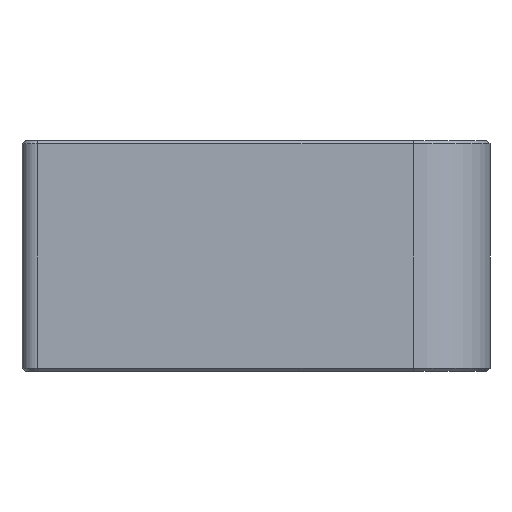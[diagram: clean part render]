
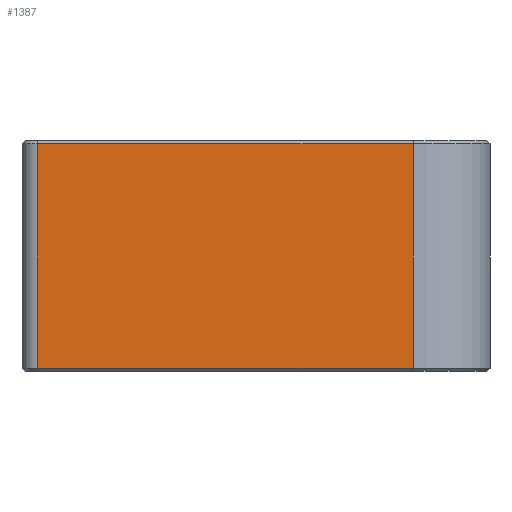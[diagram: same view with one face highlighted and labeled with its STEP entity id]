
A CAD part, left-side view. The second image highlights one B-rep face of the part: STEP entity #1387.
In plain terms, the highlighted planar face has unit normal (-1, 0, 0).
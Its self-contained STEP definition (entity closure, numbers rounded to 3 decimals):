
#14 = EDGE_CURVE ( 'NONE', #1243, #2017, #1516, .T. ) ;
#29 = FACE_OUTER_BOUND ( 'NONE', #1865, .T. ) ;
#41 = CARTESIAN_POINT ( 'NONE',  ( -13., 4., 7.3 ) ) ;
#82 = ORIENTED_EDGE ( 'NONE', *, *, #14, .T. ) ;
#446 = CARTESIAN_POINT ( 'NONE',  ( -13., 4., -7.3 ) ) ;
#467 = EDGE_CURVE ( 'NONE', #2017, #1485, #2326, .T. ) ;
#542 = DIRECTION ( 'NONE',  ( 0., 1., 0. ) ) ;
#549 = DIRECTION ( 'NONE',  ( 1., 0., 0. ) ) ;
#619 = CARTESIAN_POINT ( 'NONE',  ( -13., -20.5, 7.3 ) ) ;
#1074 = CARTESIAN_POINT ( 'NONE',  ( -13., 5., 7.5 ) ) ;
#1111 = VERTEX_POINT ( 'NONE', #446 ) ;
#1116 = VECTOR ( 'NONE', #1893, 1000. ) ;
#1120 = LINE ( 'NONE', #1392, #2314 ) ;
#1187 = VECTOR ( 'NONE', #1194, 1000. ) ;
#1194 = DIRECTION ( 'NONE',  ( 0., 1., 0. ) ) ;
#1243 = VERTEX_POINT ( 'NONE', #1245 ) ;
#1245 = CARTESIAN_POINT ( 'NONE',  ( -13., -20.5, -7.3 ) ) ;
#1357 = ORIENTED_EDGE ( 'NONE', *, *, #1589, .T. ) ;
#1378 = CARTESIAN_POINT ( 'NONE',  ( -13., 5., -7.3 ) ) ;
#1387 = ADVANCED_FACE ( 'NONE', ( #29 ), #2179, .F. ) ;
#1392 = CARTESIAN_POINT ( 'NONE',  ( -13., 4., 7.5 ) ) ;
#1393 = ORIENTED_EDGE ( 'NONE', *, *, #2076, .T. ) ;
#1485 = VERTEX_POINT ( 'NONE', #41 ) ;
#1516 = LINE ( 'NONE', #2116, #1854 ) ;
#1532 = ORIENTED_EDGE ( 'NONE', *, *, #467, .T. ) ;
#1575 = DIRECTION ( 'NONE',  ( 0., 0., -1. ) ) ;
#1589 = EDGE_CURVE ( 'NONE', #1485, #1111, #1120, .T. ) ;
#1820 = AXIS2_PLACEMENT_3D ( 'NONE', #1074, #549, #542 ) ;
#1854 = VECTOR ( 'NONE', #2291, 1000. ) ;
#1865 = EDGE_LOOP ( 'NONE', ( #1357, #1393, #82, #1532 ) ) ;
#1893 = DIRECTION ( 'NONE',  ( 0., -1., 0. ) ) ;
#2011 = LINE ( 'NONE', #1378, #1116 ) ;
#2017 = VERTEX_POINT ( 'NONE', #619 ) ;
#2076 = EDGE_CURVE ( 'NONE', #1111, #1243, #2011, .T. ) ;
#2114 = CARTESIAN_POINT ( 'NONE',  ( -13., 4., 7.3 ) ) ;
#2116 = CARTESIAN_POINT ( 'NONE',  ( -13., -20.5, 7.5 ) ) ;
#2179 = PLANE ( 'NONE',  #1820 ) ;
#2291 = DIRECTION ( 'NONE',  ( 0., 0., 1. ) ) ;
#2314 = VECTOR ( 'NONE', #1575, 1000. ) ;
#2326 = LINE ( 'NONE', #2114, #1187 ) ;
